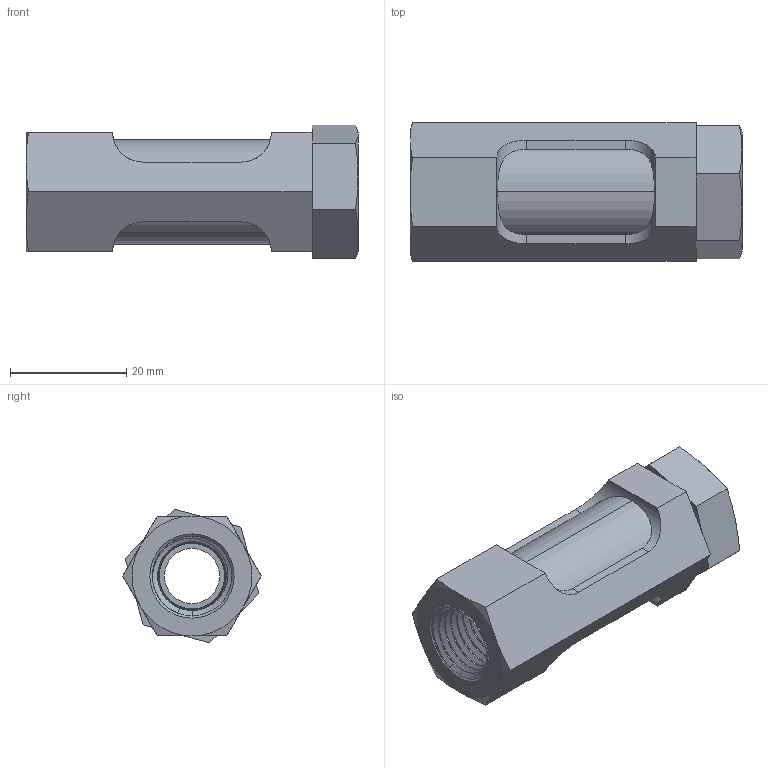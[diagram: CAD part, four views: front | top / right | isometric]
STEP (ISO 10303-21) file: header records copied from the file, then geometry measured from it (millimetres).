
FILE_DESCRIPTION (( 'STEP AP203' ), '1' );
FILE_NAME ('6955T22_Compact Flow Sight for Water and Oil.STEP', '2022-02-14T17:37:32', ( 'Administrator' ), ( 'Managed by Terraform' ), 'SwSTEP 2.0', 'SolidWorks 2017', '' );
FILE_SCHEMA (( 'CONFIG_CONTROL_DESIGN' ));
Length unit declared in the file: inch
Products named in the file (1): 6955T22_Compact Flow Sight for Water and Oil
Bounding box: 57.15 x 23.83 x 23.02 mm (x, y, z)
Volume: 11871.9 mm3; surface area: 11168.4 mm2
Topology: 5 solids, 5 shells, 109 faces, 285 edges, 182 vertices
Faces by surface type: cone 51, plane 28, cylinder 20, bspline 6, torus 4
Entity records: 11868 total; most frequent: CARTESIAN_POINT 9306, ORIENTED_EDGE 570, DIRECTION 433, EDGE_CURVE 285, VERTEX_POINT 182, AXIS2_PLACEMENT_3D 165, EDGE_LOOP 119, B_SPLINE_CURVE_WITH_KNOTS 113
